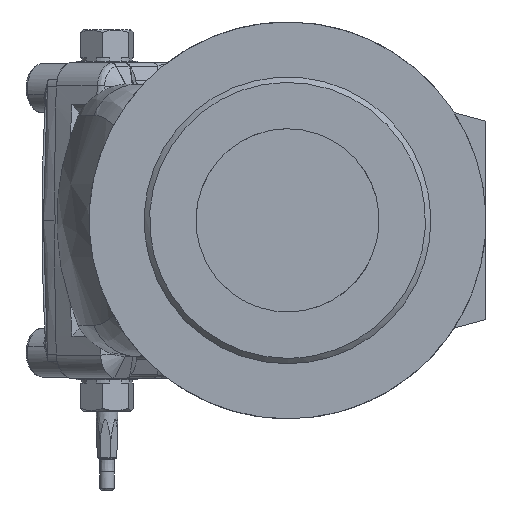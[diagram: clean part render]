
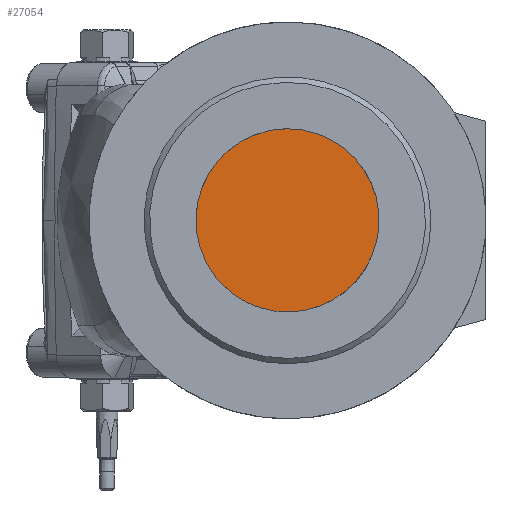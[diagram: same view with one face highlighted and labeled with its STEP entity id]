
A CAD part, left-side view. The second image highlights one B-rep face of the part: STEP entity #27054.
In plain terms, the highlighted planar face has unit normal (-1, 0, 0).
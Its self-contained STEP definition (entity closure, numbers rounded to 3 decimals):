
#211 = CARTESIAN_POINT ( 'NONE',  ( -147., -51.41, 51.41 ) ) ;
#213 = PLANE ( 'NONE',  #3077 ) ;
#216 = DIRECTION ( 'NONE',  ( 1., 0., 0. ) ) ;
#217 = DIRECTION ( 'NONE',  ( 0., 0., -1. ) ) ;
#1833 = CARTESIAN_POINT ( 'NONE',  ( -147., 0., 50.8 ) ) ;
#3077 = AXIS2_PLACEMENT_3D ( 'NONE', #211, #216, #217 ) ;
#3275 = FACE_OUTER_BOUND ( 'NONE', #26066, .T. ) ;
#4605 = EDGE_CURVE ( 'NONE', #31291, #31291, #10160, .T. ) ;
#10160 = B_SPLINE_CURVE_WITH_KNOTS ( 'NONE', 3,
 ( #34627, #34464, #34628, #34629, #34630, #34631, #34632, #34633, #34634, #34635, #34636, #34637, #34638, #34639, #34640, #34641, #34642, #34643, #34644, #34645, #34646, #34647, #34648, #34649, #34650, #34651, #34652, #34653, #34654, #34655, #34656, #34657, #34658, #34659, #34660, #34661, #34662, #34663, #34664, #34665, #34666, #34667, #34668, #34669, #34670, #34671, #34672, #34673, #34674, #34675, #34676, #34677, #34678, #34679, #34680, #34681, #34682, #34683, #34684, #34685, #34686, #34687, #34688, #34689, #34690, #34691 ),
 .UNSPECIFIED., .T., .F.,
 ( 4, 2, 2, 2, 2, 2, 2, 2, 2, 2, 2, 2, 2, 2, 2, 2, 2, 2, 2, 2, 2, 2, 2, 2, 2, 2, 2, 2, 2, 2, 2, 2, 4 ),
 ( 0., 0.031, 0.062, 0.094, 0.125, 0.156, 0.188, 0.219, 0.25, 0.281, 0.313, 0.344, 0.375, 0.406, 0.438, 0.469, 0.5, 0.531, 0.563, 0.594, 0.625, 0.656, 0.688, 0.719, 0.75, 0.781, 0.813, 0.844, 0.875, 0.906, 0.938, 0.969, 1. ),
 .UNSPECIFIED. ) ;
#26066 = EDGE_LOOP ( 'NONE', ( #28194 ) ) ;
#27054 = ADVANCED_FACE ( 'NONE', ( #3275 ), #213, .F. ) ;
#28194 = ORIENTED_EDGE ( 'NONE', *, *, #4605, .F. ) ;
#31291 = VERTEX_POINT ( 'NONE', #1833 ) ;
#34464 = CARTESIAN_POINT ( 'NONE',  ( -147., -3.325, 50.8 ) ) ;
#34627 = CARTESIAN_POINT ( 'NONE',  ( -147., 0., 50.8 ) ) ;
#34628 = CARTESIAN_POINT ( 'NONE',  ( -147., -6.65, 50.473 ) ) ;
#34629 = CARTESIAN_POINT ( 'NONE',  ( -147., -13.172, 49.175 ) ) ;
#34630 = CARTESIAN_POINT ( 'NONE',  ( -147., -16.369, 48.205 ) ) ;
#34631 = CARTESIAN_POINT ( 'NONE',  ( -147., -22.512, 45.661 ) ) ;
#34632 = CARTESIAN_POINT ( 'NONE',  ( -147., -25.458, 44.086 ) ) ;
#34633 = CARTESIAN_POINT ( 'NONE',  ( -147., -30.987, 40.391 ) ) ;
#34634 = CARTESIAN_POINT ( 'NONE',  ( -147., -33.57, 38.272 ) ) ;
#34635 = CARTESIAN_POINT ( 'NONE',  ( -147., -38.272, 33.57 ) ) ;
#34636 = CARTESIAN_POINT ( 'NONE',  ( -147., -40.391, 30.987 ) ) ;
#34637 = CARTESIAN_POINT ( 'NONE',  ( -147., -44.086, 25.458 ) ) ;
#34638 = CARTESIAN_POINT ( 'NONE',  ( -147., -45.661, 22.512 ) ) ;
#34639 = CARTESIAN_POINT ( 'NONE',  ( -147., -48.205, 16.369 ) ) ;
#34640 = CARTESIAN_POINT ( 'NONE',  ( -147., -49.175, 13.172 ) ) ;
#34641 = CARTESIAN_POINT ( 'NONE',  ( -147., -50.473, 6.65 ) ) ;
#34642 = CARTESIAN_POINT ( 'NONE',  ( -147., -50.8, 3.325 ) ) ;
#34643 = CARTESIAN_POINT ( 'NONE',  ( -147., -50.8, -3.325 ) ) ;
#34644 = CARTESIAN_POINT ( 'NONE',  ( -147., -50.473, -6.65 ) ) ;
#34645 = CARTESIAN_POINT ( 'NONE',  ( -147., -49.175, -13.172 ) ) ;
#34646 = CARTESIAN_POINT ( 'NONE',  ( -147., -48.205, -16.369 ) ) ;
#34647 = CARTESIAN_POINT ( 'NONE',  ( -147., -45.661, -22.512 ) ) ;
#34648 = CARTESIAN_POINT ( 'NONE',  ( -147., -44.086, -25.458 ) ) ;
#34649 = CARTESIAN_POINT ( 'NONE',  ( -147., -40.391, -30.987 ) ) ;
#34650 = CARTESIAN_POINT ( 'NONE',  ( -147., -38.272, -33.57 ) ) ;
#34651 = CARTESIAN_POINT ( 'NONE',  ( -147., -33.57, -38.272 ) ) ;
#34652 = CARTESIAN_POINT ( 'NONE',  ( -147., -30.987, -40.391 ) ) ;
#34653 = CARTESIAN_POINT ( 'NONE',  ( -147., -25.458, -44.086 ) ) ;
#34654 = CARTESIAN_POINT ( 'NONE',  ( -147., -22.512, -45.661 ) ) ;
#34655 = CARTESIAN_POINT ( 'NONE',  ( -147., -16.369, -48.205 ) ) ;
#34656 = CARTESIAN_POINT ( 'NONE',  ( -147., -13.172, -49.175 ) ) ;
#34657 = CARTESIAN_POINT ( 'NONE',  ( -147., -6.65, -50.473 ) ) ;
#34658 = CARTESIAN_POINT ( 'NONE',  ( -147., -3.325, -50.8 ) ) ;
#34659 = CARTESIAN_POINT ( 'NONE',  ( -147., 3.325, -50.8 ) ) ;
#34660 = CARTESIAN_POINT ( 'NONE',  ( -147., 6.65, -50.473 ) ) ;
#34661 = CARTESIAN_POINT ( 'NONE',  ( -147., 13.172, -49.175 ) ) ;
#34662 = CARTESIAN_POINT ( 'NONE',  ( -147., 16.369, -48.205 ) ) ;
#34663 = CARTESIAN_POINT ( 'NONE',  ( -147., 22.512, -45.661 ) ) ;
#34664 = CARTESIAN_POINT ( 'NONE',  ( -147., 25.458, -44.086 ) ) ;
#34665 = CARTESIAN_POINT ( 'NONE',  ( -147., 30.987, -40.391 ) ) ;
#34666 = CARTESIAN_POINT ( 'NONE',  ( -147., 33.57, -38.272 ) ) ;
#34667 = CARTESIAN_POINT ( 'NONE',  ( -147., 38.272, -33.57 ) ) ;
#34668 = CARTESIAN_POINT ( 'NONE',  ( -147., 40.391, -30.987 ) ) ;
#34669 = CARTESIAN_POINT ( 'NONE',  ( -147., 44.086, -25.458 ) ) ;
#34670 = CARTESIAN_POINT ( 'NONE',  ( -147., 45.661, -22.512 ) ) ;
#34671 = CARTESIAN_POINT ( 'NONE',  ( -147., 48.205, -16.369 ) ) ;
#34672 = CARTESIAN_POINT ( 'NONE',  ( -147., 49.175, -13.172 ) ) ;
#34673 = CARTESIAN_POINT ( 'NONE',  ( -147., 50.473, -6.65 ) ) ;
#34674 = CARTESIAN_POINT ( 'NONE',  ( -147., 50.8, -3.325 ) ) ;
#34675 = CARTESIAN_POINT ( 'NONE',  ( -147., 50.8, 3.325 ) ) ;
#34676 = CARTESIAN_POINT ( 'NONE',  ( -147., 50.473, 6.65 ) ) ;
#34677 = CARTESIAN_POINT ( 'NONE',  ( -147., 49.175, 13.172 ) ) ;
#34678 = CARTESIAN_POINT ( 'NONE',  ( -147., 48.205, 16.369 ) ) ;
#34679 = CARTESIAN_POINT ( 'NONE',  ( -147., 45.661, 22.512 ) ) ;
#34680 = CARTESIAN_POINT ( 'NONE',  ( -147., 44.086, 25.458 ) ) ;
#34681 = CARTESIAN_POINT ( 'NONE',  ( -147., 40.391, 30.987 ) ) ;
#34682 = CARTESIAN_POINT ( 'NONE',  ( -147., 38.272, 33.57 ) ) ;
#34683 = CARTESIAN_POINT ( 'NONE',  ( -147., 33.57, 38.272 ) ) ;
#34684 = CARTESIAN_POINT ( 'NONE',  ( -147., 30.987, 40.391 ) ) ;
#34685 = CARTESIAN_POINT ( 'NONE',  ( -147., 25.458, 44.086 ) ) ;
#34686 = CARTESIAN_POINT ( 'NONE',  ( -147., 22.512, 45.661 ) ) ;
#34687 = CARTESIAN_POINT ( 'NONE',  ( -147., 16.369, 48.205 ) ) ;
#34688 = CARTESIAN_POINT ( 'NONE',  ( -147., 13.172, 49.175 ) ) ;
#34689 = CARTESIAN_POINT ( 'NONE',  ( -147., 6.65, 50.473 ) ) ;
#34690 = CARTESIAN_POINT ( 'NONE',  ( -147., 3.325, 50.8 ) ) ;
#34691 = CARTESIAN_POINT ( 'NONE',  ( -147., 0., 50.8 ) ) ;
